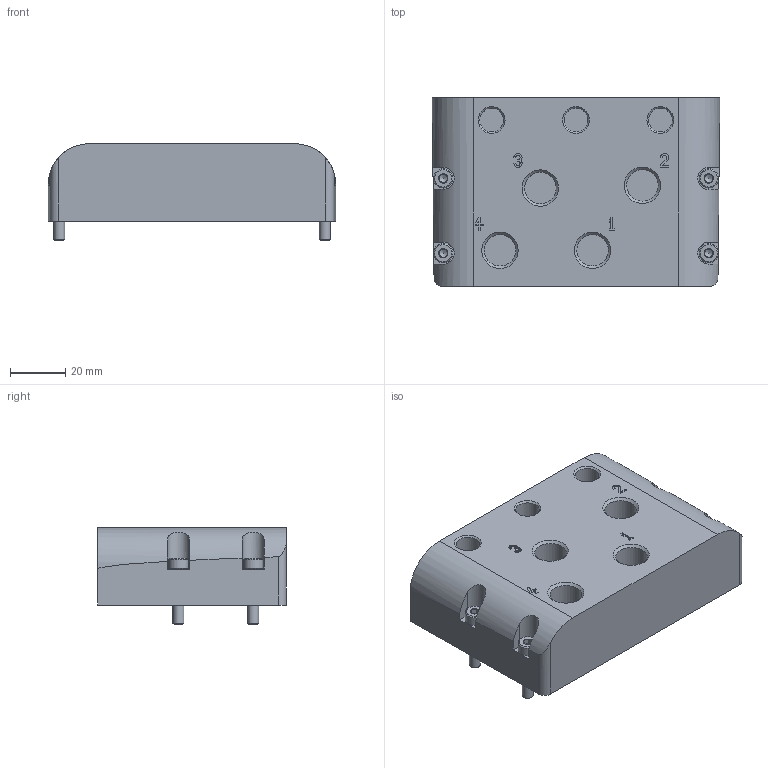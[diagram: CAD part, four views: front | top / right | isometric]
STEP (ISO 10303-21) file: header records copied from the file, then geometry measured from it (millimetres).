
FILE_DESCRIPTION(/* description */ ('STEP AP214'),/* implementation_level */ '2;1');
FILE_NAME(/* name */ '8154581_CAPS-M1-VDE1-D-A-AL-G14-V',/* time_stamp */ '2024-08-05T16:26:34+02:00',/* author */ ('License CC BY-ND 4.0'),/* organization */ ('CADENAS'),/* preprocessor_version */ 'ST-DEVELOPER v19.3',/* originating_system */ 'PARTsolutions',/* authorisation */ ' ');
FILE_SCHEMA (('AUTOMOTIVE_DESIGN {1 0 10303 214 3 1 1}'));
Length unit declared in the file: millimetre
Products named in the file (3): 8154581 CAPS-M1-VDE1-D-A-AL-G14-V---(high); 8108160 CAPS-M1-VDE1-D-A-AL-G14-V---(high_m); ISO-4762 M4x20
Assembly tree (5 placements, depth 2):
  8154581 CAPS-M1-VDE1-D-A-AL-G14-V---(high)
    8108160 CAPS-M1-VDE1-D-A-AL-G14-V---(high_m)
    ISO-4762 M4x20  x4
Bounding box: 104 x 68.2 x 35 mm (x, y, z)
Volume: 180017.7 mm3; surface area: 29915.4 mm2
Topology: 5 solids, 5 shells, 235 faces, 551 edges, 353 vertices
Faces by surface type: plane 138, cone 51, cylinder 46
Full cylindrical faces by diameter (mm): 3 x3, 4 x12, 4.3 x4, 7 x4, 8.566 x3, 11.445 x4
Entity records: 4278 total; most frequent: CARTESIAN_POINT 779, DIRECTION 727, ORIENTED_EDGE 628, EDGE_CURVE 314, AXIS2_PLACEMENT_3D 268, VERTEX_POINT 228, FACE_BOUND 220, EDGE_LOOP 219
